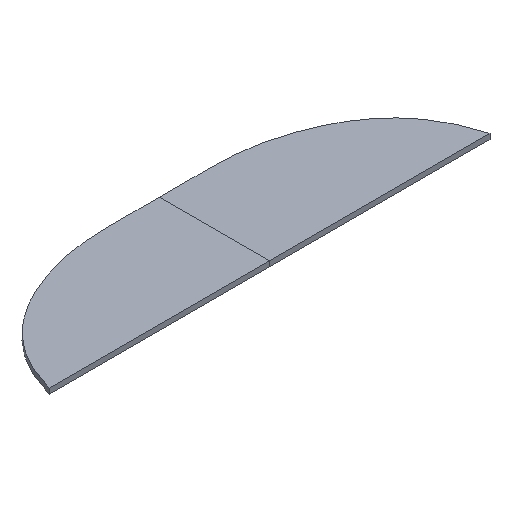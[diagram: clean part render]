
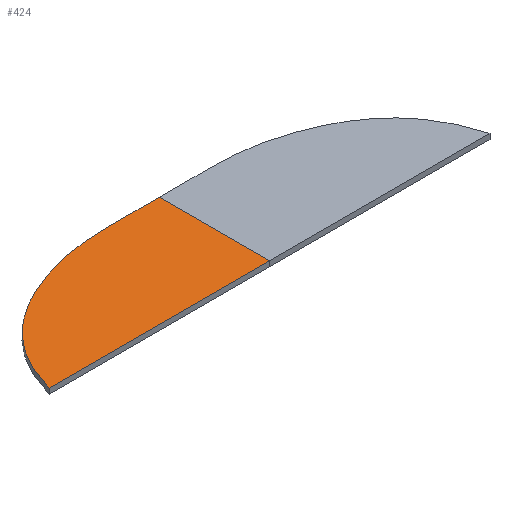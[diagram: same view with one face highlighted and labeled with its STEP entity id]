
A CAD part, isometric view. The second image highlights one B-rep face of the part: STEP entity #424.
In plain terms, the highlighted planar face has unit normal (0, 0, 1).
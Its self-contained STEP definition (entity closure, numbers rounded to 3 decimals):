
#42=CARTESIAN_POINT('',(0.,42.,2.));
#43=VERTEX_POINT('',#42);
#50=CARTESIAN_POINT('',(0.,0.,2.));
#51=VERTEX_POINT('',#50);
#52=CARTESIAN_POINT('',(0.,0.,2.));
#53=DIRECTION('',(0.,1.,0.));
#54=VECTOR('',#53,42.);
#55=LINE('',#52,#54);
#56=EDGE_CURVE('',#51,#43,#55,.T.);
#81=CARTESIAN_POINT('',(-84.08,0.,2.));
#82=VERTEX_POINT('',#81);
#83=CARTESIAN_POINT('',(0.,0.,2.));
#84=DIRECTION('',(-1.,0.,0.));
#85=VECTOR('',#84,84.08);
#86=LINE('',#83,#85);
#87=EDGE_CURVE('',#51,#82,#86,.T.);
#306=CARTESIAN_POINT('',(-19.789,42.,2.));
#307=VERTEX_POINT('',#306);
#308=CARTESIAN_POINT('',(-84.08,0.,2.));
#309=CARTESIAN_POINT('',(-83.961,0.417,2.));
#310=CARTESIAN_POINT('',(-83.843,0.833,2.));
#311=CARTESIAN_POINT('',(-83.719,1.249,2.));
#312=CARTESIAN_POINT('',(-83.595,1.664,2.));
#313=CARTESIAN_POINT('',(-83.467,2.078,2.));
#314=CARTESIAN_POINT('',(-83.334,2.491,2.));
#315=CARTESIAN_POINT('',(-83.069,3.317,2.));
#316=CARTESIAN_POINT('',(-82.787,4.139,2.));
#317=CARTESIAN_POINT('',(-82.488,4.952,2.));
#318=CARTESIAN_POINT('',(-81.89,6.578,2.));
#319=CARTESIAN_POINT('',(-81.227,8.168,2.));
#320=CARTESIAN_POINT('',(-80.493,9.722,2.));
#321=CARTESIAN_POINT('',(-79.76,11.275,2.));
#322=CARTESIAN_POINT('',(-78.958,12.792,2.));
#323=CARTESIAN_POINT('',(-78.082,14.269,2.));
#324=CARTESIAN_POINT('',(-77.644,15.007,2.));
#325=CARTESIAN_POINT('',(-77.189,15.737,2.));
#326=CARTESIAN_POINT('',(-76.71,16.453,2.));
#327=CARTESIAN_POINT('',(-76.232,17.17,2.));
#328=CARTESIAN_POINT('',(-75.731,17.875,2.));
#329=CARTESIAN_POINT('',(-75.208,18.568,2.));
#330=CARTESIAN_POINT('',(-74.946,18.914,2.));
#331=CARTESIAN_POINT('',(-74.678,19.258,2.));
#332=CARTESIAN_POINT('',(-74.406,19.597,2.));
#333=CARTESIAN_POINT('',(-74.134,19.937,2.));
#334=CARTESIAN_POINT('',(-73.857,20.271,2.));
#335=CARTESIAN_POINT('',(-73.577,20.601,2.));
#336=CARTESIAN_POINT('',(-73.016,21.26,2.));
#337=CARTESIAN_POINT('',(-72.438,21.902,2.));
#338=CARTESIAN_POINT('',(-71.844,22.525,2.));
#339=CARTESIAN_POINT('',(-70.656,23.773,2.));
#340=CARTESIAN_POINT('',(-69.403,24.95,2.));
#341=CARTESIAN_POINT('',(-68.093,26.063,2.));
#342=CARTESIAN_POINT('',(-66.782,27.176,2.));
#343=CARTESIAN_POINT('',(-65.412,28.224,2.));
#344=CARTESIAN_POINT('',(-63.989,29.214,2.));
#345=CARTESIAN_POINT('',(-63.277,29.708,2.));
#346=CARTESIAN_POINT('',(-62.551,30.188,2.));
#347=CARTESIAN_POINT('',(-61.816,30.652,2.));
#348=CARTESIAN_POINT('',(-61.082,31.115,2.));
#349=CARTESIAN_POINT('',(-60.337,31.562,2.));
#350=CARTESIAN_POINT('',(-59.583,31.994,2.));
#351=CARTESIAN_POINT('',(-58.075,32.859,2.));
#352=CARTESIAN_POINT('',(-56.536,33.66,2.));
#353=CARTESIAN_POINT('',(-54.969,34.406,2.));
#354=CARTESIAN_POINT('',(-53.402,35.152,2.));
#355=CARTESIAN_POINT('',(-51.806,35.843,2.));
#356=CARTESIAN_POINT('',(-50.193,36.483,2.));
#357=CARTESIAN_POINT('',(-49.387,36.803,2.));
#358=CARTESIAN_POINT('',(-48.576,37.11,2.));
#359=CARTESIAN_POINT('',(-47.762,37.405,2.));
#360=CARTESIAN_POINT('',(-46.947,37.7,2.));
#361=CARTESIAN_POINT('',(-46.129,37.985,2.));
#362=CARTESIAN_POINT('',(-45.305,38.253,2.));
#363=CARTESIAN_POINT('',(-43.658,38.79,2.));
#364=CARTESIAN_POINT('',(-41.99,39.263,2.));
#365=CARTESIAN_POINT('',(-40.302,39.677,2.));
#366=CARTESIAN_POINT('',(-39.457,39.883,2.));
#367=CARTESIAN_POINT('',(-38.611,40.075,2.));
#368=CARTESIAN_POINT('',(-37.763,40.251,2.));
#369=CARTESIAN_POINT('',(-36.915,40.428,2.));
#370=CARTESIAN_POINT('',(-36.066,40.589,2.));
#371=CARTESIAN_POINT('',(-35.216,40.736,2.));
#372=CARTESIAN_POINT('',(-33.516,41.031,2.));
#373=CARTESIAN_POINT('',(-31.81,41.269,2.));
#374=CARTESIAN_POINT('',(-30.1,41.456,2.));
#375=CARTESIAN_POINT('',(-26.68,41.83,2.));
#376=CARTESIAN_POINT('',(-23.242,42.,2.));
#377=CARTESIAN_POINT('',(-19.789,42.,2.));
#378=B_SPLINE_CURVE_WITH_KNOTS('',3,(#308,#309,#310,#311,#312,#313,#314,#315,#316,#317,#318,#319,#320,#321,#322,#323,#324,#325,#326,#327,#328,#329,#330,#331,#332,#333,
#334,#335,#336,#337,#338,#339,#340,#341,#342,#343,#344,#345,#346,#347,#348,#349,#350,#351,#352,#353,#354,#355,#356,#357,#358,
#359,#360,#361,#362,#363,#364,#365,#366,#367,#368,#369,#370,#371,#372,#373,#374,#375,#376,#377),.UNSPECIFIED.,.F.,.F.,(4,3,3,3,3,3,3,3,3,3,3,3,3,3,3,3,3,3,3,3,3,3,3,4),(0.294,0.296,0.297,0.3,0.305,0.31,0.313,0.315,0.316,0.318,0.32,0.326,0.331,0.333,0.336,0.341,0.346,0.349,0.352,0.357,0.359,0.362,0.367,0.378),.UNSPECIFIED.);
#379=EDGE_CURVE('',#82,#307,#378,.T.);
#403=CARTESIAN_POINT('',(0.,42.,2.));
#404=DIRECTION('',(-1.,0.,0.));
#405=VECTOR('',#404,19.789);
#406=LINE('',#403,#405);
#407=EDGE_CURVE('',#43,#307,#406,.T.);
#413=CARTESIAN_POINT('',(0.,0.,2.));
#414=DIRECTION('',(0.,0.,1.));
#415=DIRECTION('',(-1.,0.,0.));
#416=AXIS2_PLACEMENT_3D('',#413,#414,#415);
#417=PLANE('',#416);
#418=ORIENTED_EDGE('',*,*,#56,.T.);
#419=ORIENTED_EDGE('',*,*,#407,.T.);
#420=ORIENTED_EDGE('',*,*,#379,.F.);
#421=ORIENTED_EDGE('',*,*,#87,.F.);
#422=EDGE_LOOP('',(#418,#419,#420,#421));
#423=FACE_BOUND('',#422,.T.);
#424=ADVANCED_FACE('',(#423),#417,.T.);
